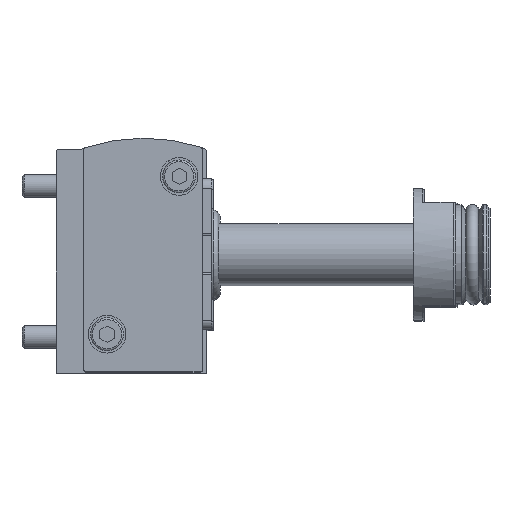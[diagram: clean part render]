
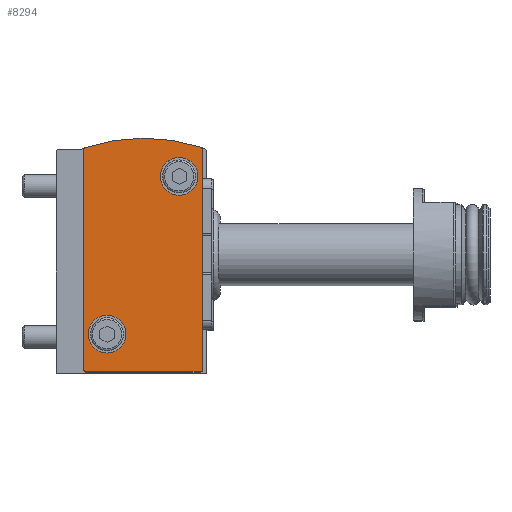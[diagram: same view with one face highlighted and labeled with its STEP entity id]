
A CAD part, top view. The second image highlights one B-rep face of the part: STEP entity #8294.
In plain terms, the highlighted planar face has unit normal (0, 0, 1).
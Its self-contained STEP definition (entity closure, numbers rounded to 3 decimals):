
#244=LINE('',#11344,#794);
#343=LINE('',#11653,#893);
#346=LINE('',#11661,#896);
#794=VECTOR('',#9463,1000.);
#893=VECTOR('',#9700,1000.);
#896=VECTOR('',#9709,1000.);
#1612=ORIENTED_EDGE('',*,*,#3193,.T.);
#1613=ORIENTED_EDGE('',*,*,#3194,.T.);
#1614=ORIENTED_EDGE('',*,*,#3184,.T.);
#1615=ORIENTED_EDGE('',*,*,#3186,.T.);
#1616=ORIENTED_EDGE('',*,*,#3188,.T.);
#1617=ORIENTED_EDGE('',*,*,#3190,.T.);
#1618=ORIENTED_EDGE('',*,*,#3191,.T.);
#1619=ORIENTED_EDGE('',*,*,#3032,.T.);
#1620=ORIENTED_EDGE('',*,*,#3192,.T.);
#1621=ORIENTED_EDGE('',*,*,#3162,.T.);
#3032=EDGE_CURVE('',#3840,#3839,#244,.T.);
#3162=EDGE_CURVE('',#3965,#3964,#4417,.T.);
#3184=EDGE_CURVE('',#3964,#3979,#4429,.T.);
#3186=EDGE_CURVE('',#3979,#3980,#343,.T.);
#3188=EDGE_CURVE('',#3980,#3981,#4430,.T.);
#3190=EDGE_CURVE('',#3981,#3982,#346,.T.);
#3191=EDGE_CURVE('',#3982,#3840,#4431,.T.);
#3192=EDGE_CURVE('',#3839,#3965,#4432,.T.);
#3193=EDGE_CURVE('',#3983,#3983,#4433,.T.);
#3194=EDGE_CURVE('',#3984,#3984,#4434,.T.);
#3839=VERTEX_POINT('',#11343);
#3840=VERTEX_POINT('',#11345);
#3964=VERTEX_POINT('',#11606);
#3965=VERTEX_POINT('',#11608);
#3979=VERTEX_POINT('',#11648);
#3980=VERTEX_POINT('',#11652);
#3981=VERTEX_POINT('',#11656);
#3982=VERTEX_POINT('',#11660);
#3983=VERTEX_POINT('',#11668);
#3984=VERTEX_POINT('',#11670);
#4417=CIRCLE('',#8777,39.5);
#4429=CIRCLE('',#8794,0.5);
#4430=CIRCLE('',#8797,0.5);
#4431=CIRCLE('',#8800,0.5);
#4432=CIRCLE('',#8802,0.5);
#4433=CIRCLE('',#8804,4.);
#4434=CIRCLE('',#8805,4.);
#4631=EDGE_LOOP('',(#1612));
#4632=EDGE_LOOP('',(#1613));
#4633=EDGE_LOOP('',(#1614,#1615,#1616,#1617,#1618,#1619,#1620,#1621));
#5159=FACE_BOUND('',#4631,.T.);
#5160=FACE_BOUND('',#4632,.T.);
#5161=FACE_BOUND('',#4633,.T.);
#5642=PLANE('',#8803);
#8294=ADVANCED_FACE('',(#5159,#5160,#5161),#5642,.T.);
#8777=AXIS2_PLACEMENT_3D('',#11607,#9651,#9652);
#8794=AXIS2_PLACEMENT_3D('',#11649,#9695,#9696);
#8797=AXIS2_PLACEMENT_3D('',#11657,#9704,#9705);
#8800=AXIS2_PLACEMENT_3D('',#11663,#9712,#9713);
#8802=AXIS2_PLACEMENT_3D('',#11665,#9716,#9717);
#8803=AXIS2_PLACEMENT_3D('',#11666,#9718,#9719);
#8804=AXIS2_PLACEMENT_3D('',#11667,#9720,#9721);
#8805=AXIS2_PLACEMENT_3D('',#11669,#9722,#9723);
#9463=DIRECTION('',(0.,1.,0.));
#9651=DIRECTION('',(0.,0.,1.));
#9652=DIRECTION('',(1.,0.,0.));
#9695=DIRECTION('',(0.,0.,1.));
#9696=DIRECTION('',(1.,0.,0.));
#9700=DIRECTION('',(0.,-1.,0.));
#9704=DIRECTION('',(0.,0.,1.));
#9705=DIRECTION('',(1.,0.,0.));
#9709=DIRECTION('',(1.,0.,0.));
#9712=DIRECTION('',(0.,0.,1.));
#9713=DIRECTION('',(1.,0.,0.));
#9716=DIRECTION('',(0.,0.,1.));
#9717=DIRECTION('',(1.,0.,0.));
#9718=DIRECTION('',(0.,0.,1.));
#9719=DIRECTION('',(1.,0.,0.));
#9720=DIRECTION('',(0.,0.,-1.));
#9721=DIRECTION('',(-1.,0.,0.));
#9722=DIRECTION('',(0.,0.,-1.));
#9723=DIRECTION('',(-1.,0.,0.));
#11343=CARTESIAN_POINT('',(12.45,47.424,84.));
#11344=CARTESIAN_POINT('',(12.45,0.7,84.));
#11345=CARTESIAN_POINT('',(12.45,0.7,84.));
#11606=CARTESIAN_POINT('',(-12.407,47.801,84.));
#11607=CARTESIAN_POINT('',(0.,10.3,84.));
#11608=CARTESIAN_POINT('',(12.103,47.9,84.));
#11648=CARTESIAN_POINT('',(-12.75,47.326,84.));
#11649=CARTESIAN_POINT('',(-12.25,47.326,84.));
#11652=CARTESIAN_POINT('',(-12.75,0.7,84.));
#11653=CARTESIAN_POINT('',(-12.75,47.326,84.));
#11656=CARTESIAN_POINT('',(-12.25,0.2,84.));
#11657=CARTESIAN_POINT('',(-12.25,0.7,84.));
#11660=CARTESIAN_POINT('',(11.95,0.2,84.));
#11661=CARTESIAN_POINT('',(-12.25,0.2,84.));
#11663=CARTESIAN_POINT('',(11.95,0.7,84.));
#11665=CARTESIAN_POINT('',(11.95,47.424,84.));
#11666=CARTESIAN_POINT('',(-12.25,47.326,84.));
#11667=CARTESIAN_POINT('',(-7.8,8.2,84.));
#11668=CARTESIAN_POINT('',(-11.8,8.2,84.));
#11669=CARTESIAN_POINT('',(7.5,41.7,84.));
#11670=CARTESIAN_POINT('',(3.5,41.7,84.));
